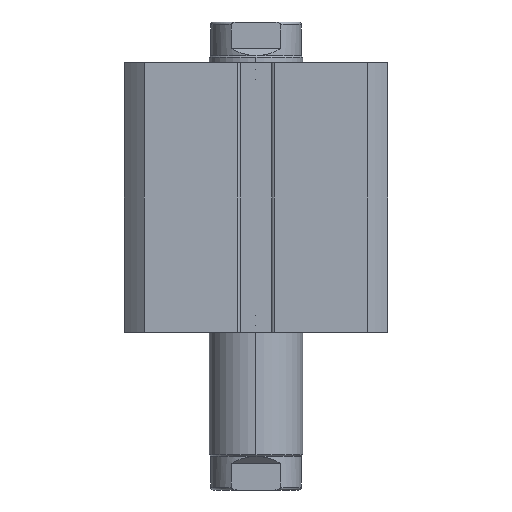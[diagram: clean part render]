
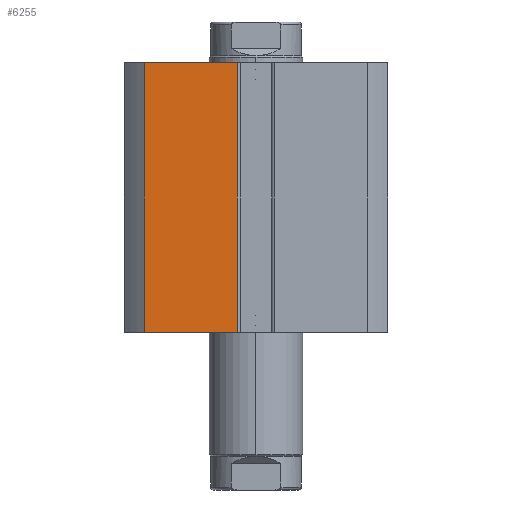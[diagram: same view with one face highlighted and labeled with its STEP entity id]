
A CAD part, front view. The second image highlights one B-rep face of the part: STEP entity #6255.
In plain terms, the highlighted planar face has unit normal (0, -1, 0).
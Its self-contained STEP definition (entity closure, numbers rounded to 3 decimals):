
#567 = EDGE_CURVE ( 'NONE', #7084, #7046, #2437, .T. ) ;
#597 = EDGE_CURVE ( 'NONE', #7046, #7129, #2484, .T. ) ;
#601 = EDGE_CURVE ( 'NONE', #7084, #7202, #2488, .T. ) ;
#936 = EDGE_CURVE ( 'NONE', #7202, #7129, #2964, .T. ) ;
#1523 = AXIS2_PLACEMENT_3D ( 'NONE', #5366, #5372, #5373 ) ;
#1765 = ORIENTED_EDGE ( 'NONE', *, *, #936, .F. ) ;
#1766 = ORIENTED_EDGE ( 'NONE', *, *, #597, .T. ) ;
#1767 = ORIENTED_EDGE ( 'NONE', *, *, #567, .T. ) ;
#1768 = ORIENTED_EDGE ( 'NONE', *, *, #601, .F. ) ;
#2372 = EDGE_LOOP ( 'NONE', ( #1768, #1767, #1766, #1765 ) ) ;
#2435 = VECTOR ( 'NONE', #6875, 1000. ) ;
#2437 = LINE ( 'NONE', #6876, #2435 ) ;
#2480 = VECTOR ( 'NONE', #6803, 1000. ) ;
#2484 = LINE ( 'NONE', #6804, #2480 ) ;
#2488 = LINE ( 'NONE', #6798, #2497 ) ;
#2497 = VECTOR ( 'NONE', #6795, 1000. ) ;
#2964 = LINE ( 'NONE', #4311, #2968 ) ;
#2968 = VECTOR ( 'NONE', #4312, 1000. ) ;
#3551 = FACE_OUTER_BOUND ( 'NONE', #2372, .T. ) ;
#4311 = CARTESIAN_POINT ( 'NONE',  ( -22.5, -22.5, 46. ) ) ;
#4312 = DIRECTION ( 'NONE',  ( 1., 0., 0. ) ) ;
#5363 = PLANE ( 'NONE',  #1523 ) ;
#5366 = CARTESIAN_POINT ( 'NONE',  ( -22.5, -22.5, 46. ) ) ;
#5372 = DIRECTION ( 'NONE',  ( 0., 1., 0. ) ) ;
#5373 = DIRECTION ( 'NONE',  ( 0., 0., 1. ) ) ;
#5865 = CARTESIAN_POINT ( 'NONE',  ( -3.2, -22.5, 0. ) ) ;
#5900 = CARTESIAN_POINT ( 'NONE',  ( -19.079, -22.5, 0. ) ) ;
#5944 = CARTESIAN_POINT ( 'NONE',  ( -3.2, -22.5, 46. ) ) ;
#6016 = CARTESIAN_POINT ( 'NONE',  ( -19.079, -22.5, 46. ) ) ;
#6255 = ADVANCED_FACE ( 'NONE', ( #3551 ), #5363, .F. ) ;
#6795 = DIRECTION ( 'NONE',  ( 0., 0., 1. ) ) ;
#6798 = CARTESIAN_POINT ( 'NONE',  ( -19.079, -22.5, 0. ) ) ;
#6803 = DIRECTION ( 'NONE',  ( 0., 0., 1. ) ) ;
#6804 = CARTESIAN_POINT ( 'NONE',  ( -3.2, -22.5, 46. ) ) ;
#6875 = DIRECTION ( 'NONE',  ( 1., 0., 0. ) ) ;
#6876 = CARTESIAN_POINT ( 'NONE',  ( -22.5, -22.5, 0. ) ) ;
#7046 = VERTEX_POINT ( 'NONE', #5865 ) ;
#7084 = VERTEX_POINT ( 'NONE', #5900 ) ;
#7129 = VERTEX_POINT ( 'NONE', #5944 ) ;
#7202 = VERTEX_POINT ( 'NONE', #6016 ) ;
